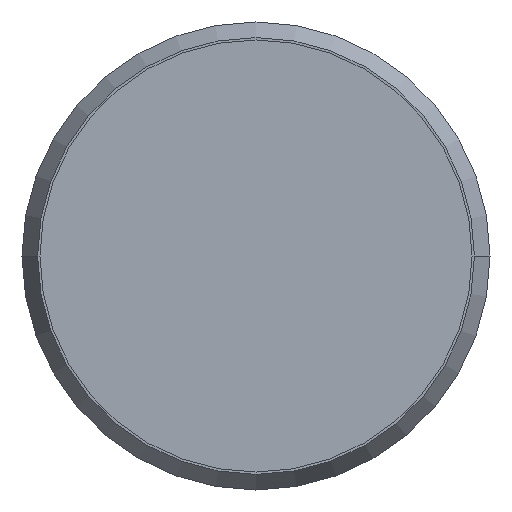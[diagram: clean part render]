
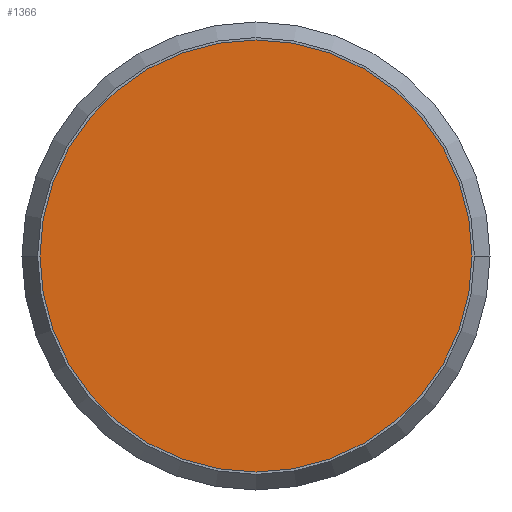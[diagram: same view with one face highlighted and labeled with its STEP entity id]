
A CAD part, front view. The second image highlights one B-rep face of the part: STEP entity #1366.
In plain terms, the highlighted planar face has unit normal (0, -1, 0).
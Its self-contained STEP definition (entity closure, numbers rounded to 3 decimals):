
#132=CARTESIAN_POINT('',(0.,-50.,0.));
#133=DIRECTION('',(0.,-1.,0.));
#134=DIRECTION('',(-1.,0.,0.));
#135=AXIS2_PLACEMENT_3D('',#132,#133,#134);
#137=CARTESIAN_POINT('',(0.,-50.,0.));
#138=DIRECTION('',(0.,-1.,0.));
#139=DIRECTION('',(1.,0.,0.));
#140=AXIS2_PLACEMENT_3D('',#137,#138,#139);
#978=CARTESIAN_POINT('',(-13.85,-50.,0.));
#979=CARTESIAN_POINT('',(13.85,-50.,0.));
#980=VERTEX_POINT('',#978);
#981=VERTEX_POINT('',#979);
#1357=CARTESIAN_POINT('',(0.,-50.,0.));
#1358=DIRECTION('',(0.,-1.,0.));
#1359=DIRECTION('',(-1.,0.,0.));
#1360=AXIS2_PLACEMENT_3D('',#1357,#1358,#1359);
#1361=PLANE('',#1360);
#1362=ORIENTED_EDGE('',*,*,#1323,.F.);
#1363=ORIENTED_EDGE('',*,*,#1344,.F.);
#1364=EDGE_LOOP('',(#1362,#1363));
#1365=FACE_OUTER_BOUND('',#1364,.F.);
#1366=ADVANCED_FACE('',(#1365),#1361,.T.);
#136=CIRCLE('',#135,13.85);
#141=CIRCLE('',#140,13.85);
#1323=EDGE_CURVE('',#980,#981,#136,.T.);
#1344=EDGE_CURVE('',#981,#980,#141,.T.);
